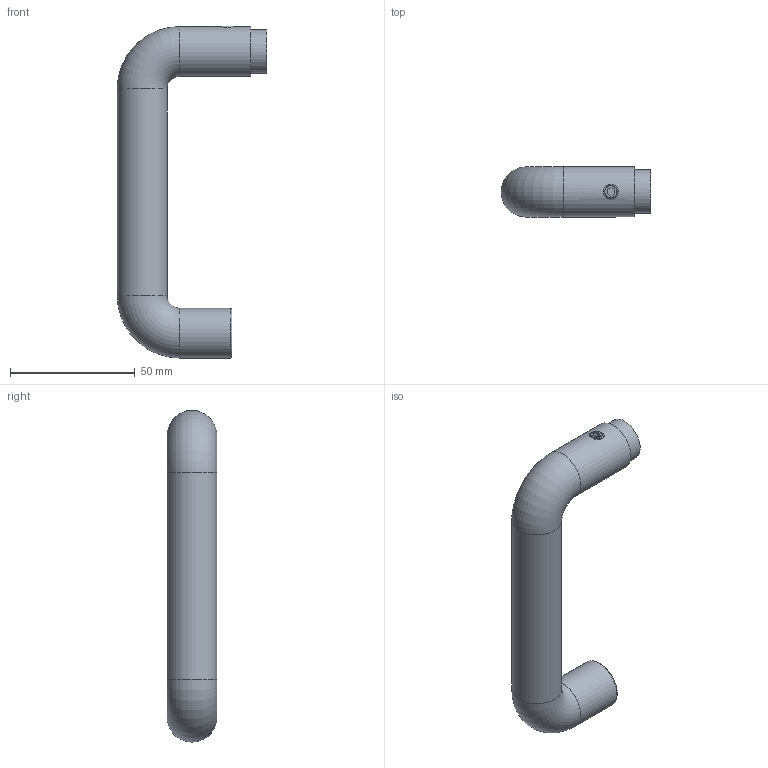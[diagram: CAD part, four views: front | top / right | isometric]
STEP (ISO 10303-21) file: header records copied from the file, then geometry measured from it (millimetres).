
FILE_DESCRIPTION (( 'STEP AP203' ), '1' );
FILE_NAME ('15503.STEP', '2024-08-15T09:22:08', ( '' ), ( '' ), 'SwSTEP 2.0', 'SolidWorks 2018', '' );
FILE_SCHEMA (( 'CONFIG_CONTROL_DESIGN' ));
Length unit declared in the file: millimetre
Products named in the file (3): DIN914_DIN 914 M6x8; 15503; 15503 Teil1_15503 Teil1
Assembly tree (2 placements, depth 2):
  15503
    15503 Teil1_15503 Teil1
    DIN914_DIN 914 M6x8
Bounding box: 60 x 20 x 133.25 mm (x, y, z)
Volume: 55501.8 mm3; surface area: 13704.1 mm2
Topology: 2 solids, 2 shells, 207 faces, 543 edges, 360 vertices
Faces by surface type: plane 109, bspline 87, cylinder 6, torus 3, cone 2
Full cylindrical faces by diameter (mm): 5 x1, 6 x1, 17.5 x1, 20 x3
Entity records: 11199 total; most frequent: CARTESIAN_POINT 6424, ORIENTED_EDGE 1062, DIRECTION 620, EDGE_CURVE 531, VERTEX_POINT 359, VECTOR 342, LINE 342, EDGE_LOOP 240
